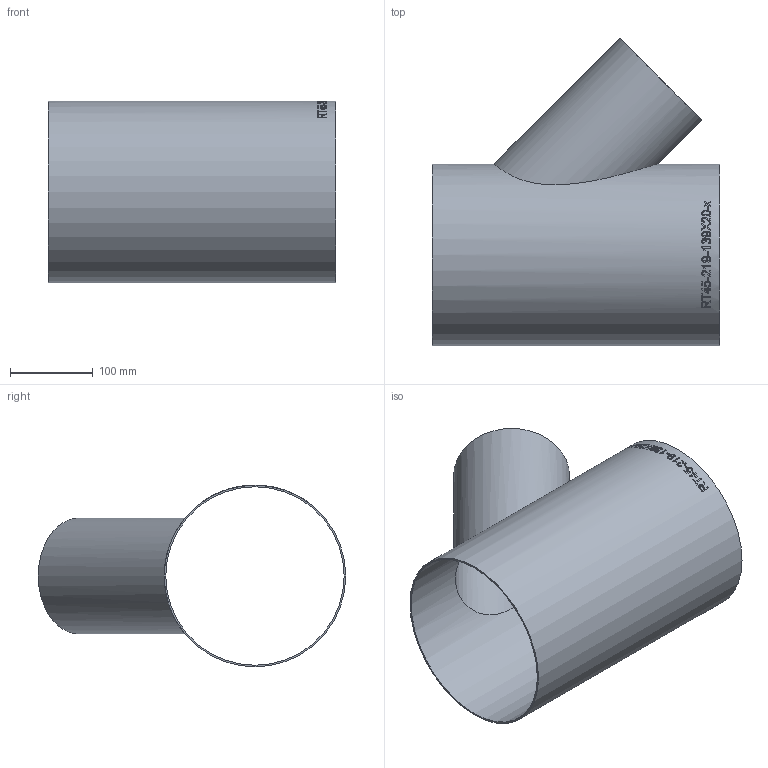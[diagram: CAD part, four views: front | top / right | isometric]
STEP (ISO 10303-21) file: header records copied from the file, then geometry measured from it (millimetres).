
FILE_DESCRIPTION (( 'STEP AP214' ), '1' );
FILE_NAME ('RT45-219-139X20-x T-Stück 45°reduziert Ø219,1 L347 1911.STEP', '2019-11-20T09:50:47', ( '' ), ( '' ), 'SwSTEP 2.0', 'SolidWorks 2016', '' );
FILE_SCHEMA (( 'AUTOMOTIVE_DESIGN' ));
Length unit declared in the file: millimetre
Products named in the file (1): RT45-219-139X20-x T-Stück 45°reduziert Ø219,1 L347  1911
Bounding box: 347 x 370.92 x 219.1 mm (x, y, z)
Volume: 571331.3 mm3; surface area: 573472.6 mm2
Topology: 1 solids, 1 shells, 224 faces, 601 edges, 401 vertices
Faces by surface type: bspline 127, plane 71, cylinder 26
Full cylindrical faces by diameter (mm): 135.7 x1, 139.7 x1, 215.1 x1, 219.1 x1
Entity records: 34228 total; most frequent: CARTESIAN_POINT 27370, ORIENTED_EDGE 1186, EDGE_CURVE 593, DIRECTION 472, B_SPLINE_CURVE_WITH_KNOTS 403, VERTEX_POINT 398, EDGE_LOOP 255, FACE_OUTER_BOUND 228
